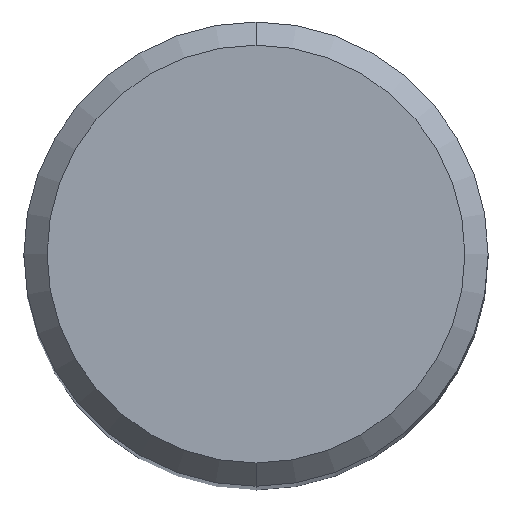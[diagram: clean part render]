
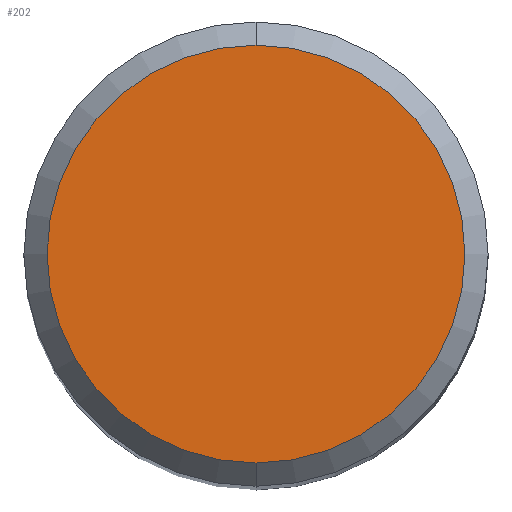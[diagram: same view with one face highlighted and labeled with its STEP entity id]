
A CAD part, top view. The second image highlights one B-rep face of the part: STEP entity #202.
In plain terms, the highlighted planar face has unit normal (0, 0, 1).
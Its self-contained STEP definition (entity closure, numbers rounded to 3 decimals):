
#166=VERTEX_POINT('',#416);
#196=EDGE_CURVE('',#306,#166,#447,.T.);
#202=ADVANCED_FACE('',(#453),#454,.T.);
#306=VERTEX_POINT('',#568);
#344=EDGE_CURVE('',#166,#306,#613,.T.);
#416=CARTESIAN_POINT('',(0.,-9.0,0.0));
#447=CIRCLE('',#729,9.0);
#453=FACE_OUTER_BOUND('',#738,.T.);
#454=PLANE('',#739);
#568=CARTESIAN_POINT('',(0.0,9.0,0.0));
#613=CIRCLE('',#938,9.0);
#729=AXIS2_PLACEMENT_3D('',#1071,#1072,#1073);
#738=EDGE_LOOP('',(#1079,#1080));
#739=AXIS2_PLACEMENT_3D('',#1081,#1082,#1083);
#938=AXIS2_PLACEMENT_3D('',#1272,#1273,#1274);
#1071=CARTESIAN_POINT('',(0.0,0.0,0.0));
#1072=DIRECTION('',(0.0,0.0,-1.0));
#1073=DIRECTION('',(0.0,1.0,0.0));
#1079=ORIENTED_EDGE('',*,*,#196,.F.);
#1080=ORIENTED_EDGE('',*,*,#344,.F.);
#1081=CARTESIAN_POINT('',(0.0,4.5,0.0));
#1082=DIRECTION('',(-0.0,0.0,1.0));
#1083=DIRECTION('',(0.0,-1.0,0.0));
#1272=CARTESIAN_POINT('',(0.0,0.0,0.0));
#1273=DIRECTION('',(0.0,0.0,-1.0));
#1274=DIRECTION('',(0.0,1.0,0.0));
